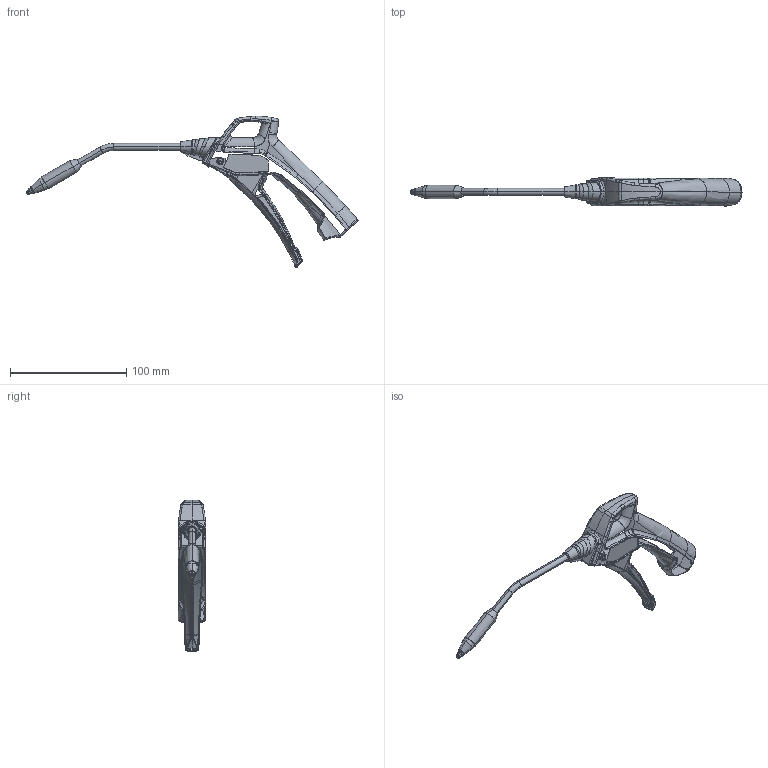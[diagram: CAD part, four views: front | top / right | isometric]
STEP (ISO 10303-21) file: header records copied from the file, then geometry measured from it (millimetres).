
FILE_DESCRIPTION((''),'2;1');
FILE_NAME('8202100607','2012-05-24T',('tooextcsr'),(''),'PRO/ENGINEER BY PARAMETRIC TECHNOLOGY CORPORATION, 2011410','PRO/ENGINEER BY PARAMETRIC TECHNOLOGY CORPORATION, 2011410','');
FILE_SCHEMA(('CONFIG_CONTROL_DESIGN', 'GEOMETRIC_VALIDATION_PROPERTIES_MIM'));
Products named in the file (1): 8202100607
Bounding box: 286 x 24 x 130.62 mm (x, y, z)
Surface area: 29474.5 mm2 (no closed solid volume)
Topology: 0 solids, 172 shells, 1413 faces, 7368 edges, 6003 vertices
Faces by surface type: bspline 1045, cylinder 131, plane 73, extrusion 69, cone 60, torus 23, sphere 11, revolution 1
Entity records: 298233 total; most frequent: CARTESIAN_POINT 236390, ORIENTED_EDGE 9236, PRESENTATION_STYLE_ASSIGNMENT 7526, STYLED_ITEM 7526, CURVE_STYLE 7355, EDGE_CURVE 7355, B_SPLINE_CURVE_WITH_KNOTS 6663, VERTEX_POINT 6006
